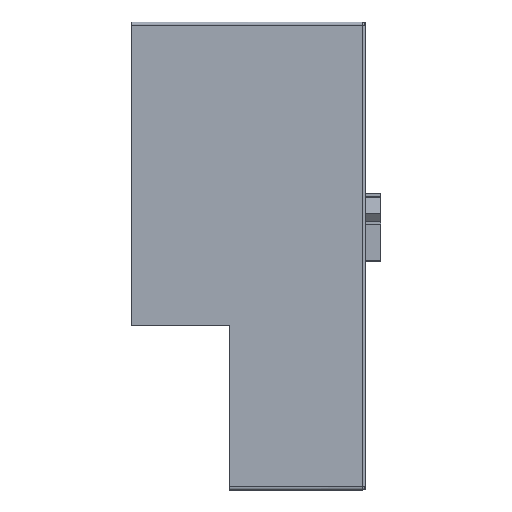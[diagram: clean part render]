
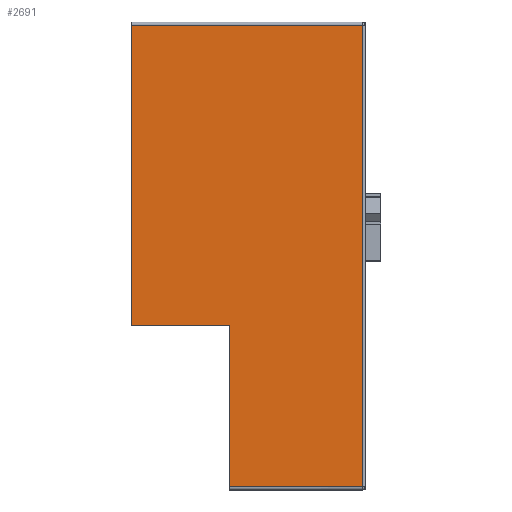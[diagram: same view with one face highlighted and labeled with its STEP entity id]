
A CAD part, left-side view. The second image highlights one B-rep face of the part: STEP entity #2691.
In plain terms, the highlighted planar face has unit normal (-1, 0, 0).
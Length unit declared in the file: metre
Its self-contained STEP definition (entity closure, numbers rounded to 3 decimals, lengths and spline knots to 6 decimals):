
#154=LINE('',#3664,#367);
#171=LINE('',#3782,#384);
#172=LINE('',#3784,#385);
#367=VECTOR('',#3020,1.);
#384=VECTOR('',#3043,1.);
#385=VECTOR('',#3044,1.);
#668=ORIENTED_EDGE('',*,*,#1472,.T.);
#669=ORIENTED_EDGE('',*,*,#1502,.T.);
#670=ORIENTED_EDGE('',*,*,#1503,.T.);
#671=ORIENTED_EDGE('',*,*,#1504,.T.);
#672=ORIENTED_EDGE('',*,*,#1505,.T.);
#673=ORIENTED_EDGE('',*,*,#1506,.T.);
#1472=EDGE_CURVE('',#1892,#1891,#154,.T.);
#1502=EDGE_CURVE('',#1891,#1917,#2131,.T.);
#1503=EDGE_CURVE('',#1917,#1918,#2132,.T.);
#1504=EDGE_CURVE('',#1918,#1919,#2133,.T.);
#1505=EDGE_CURVE('',#1919,#1920,#171,.T.);
#1506=EDGE_CURVE('',#1920,#1892,#172,.T.);
#1891=VERTEX_POINT('',#3663);
#1892=VERTEX_POINT('',#3665);
#1917=VERTEX_POINT('',#3771);
#1918=VERTEX_POINT('',#3776);
#1919=VERTEX_POINT('',#3781);
#1920=VERTEX_POINT('',#3783);
#2131=B_SPLINE_CURVE_WITH_KNOTS('',3,(#3767,#3768,#3769,#3770),
 .UNSPECIFIED.,.F.,.F.,(4,4),(0.,1.),.UNSPECIFIED.);
#2132=B_SPLINE_CURVE_WITH_KNOTS('',3,(#3772,#3773,#3774,#3775),
 .UNSPECIFIED.,.F.,.F.,(4,4),(0.,1.),.UNSPECIFIED.);
#2133=B_SPLINE_CURVE_WITH_KNOTS('',3,(#3777,#3778,#3779,#3780),
 .UNSPECIFIED.,.F.,.F.,(4,4),(0.,1.),.UNSPECIFIED.);
#2276=EDGE_LOOP('',(#668,#669,#670,#671,#672,#673));
#2451=FACE_BOUND('',#2276,.T.);
#2618=PLANE('',#2872);
#2691=ADVANCED_FACE('',(#2451),#2618,.F.);
#2872=AXIS2_PLACEMENT_3D('',#3766,#3041,#3042);
#3020=DIRECTION('',(0.,0.,-1.));
#3041=DIRECTION('',(1.,0.,0.));
#3042=DIRECTION('',(0.,0.,-1.));
#3043=DIRECTION('',(0.,0.,-1.));
#3044=DIRECTION('',(0.,-1.,0.));
#3663=CARTESIAN_POINT('',(-0.015,-0.028901,-0.0153));
#3664=CARTESIAN_POINT('',(-0.015,-0.028901,0.));
#3665=CARTESIAN_POINT('',(-0.015,-0.028901,-0.004612));
#3766=CARTESIAN_POINT('',(-0.015,-0.037946,0.));
#3767=CARTESIAN_POINT('',(-0.015,-0.028901,-0.0153));
#3768=CARTESIAN_POINT('',(-0.015,-0.031849,-0.0153));
#3769=CARTESIAN_POINT('',(-0.015,-0.034798,-0.0153));
#3770=CARTESIAN_POINT('',(-0.015,-0.037746,-0.0153));
#3771=CARTESIAN_POINT('',(-0.015,-0.037746,-0.0153));
#3772=CARTESIAN_POINT('',(-0.015,-0.037746,-0.0153));
#3773=CARTESIAN_POINT('',(-0.015,-0.037746,-0.0051));
#3774=CARTESIAN_POINT('',(-0.015,-0.037746,0.0051));
#3775=CARTESIAN_POINT('',(-0.015,-0.037746,0.0153));
#3776=CARTESIAN_POINT('',(-0.015,-0.037746,0.0153));
#3777=CARTESIAN_POINT('',(-0.015,-0.037746,0.0153));
#3778=CARTESIAN_POINT('',(-0.015,-0.032631,0.0153));
#3779=CARTESIAN_POINT('',(-0.015,-0.027515,0.0153));
#3780=CARTESIAN_POINT('',(-0.015,-0.0224,0.0153));
#3781=CARTESIAN_POINT('',(-0.015,-0.0224,0.0153));
#3782=CARTESIAN_POINT('',(-0.015,-0.0224,0.));
#3783=CARTESIAN_POINT('',(-0.015,-0.0224,-0.004612));
#3784=CARTESIAN_POINT('',(-0.015,-0.037946,-0.004612));
